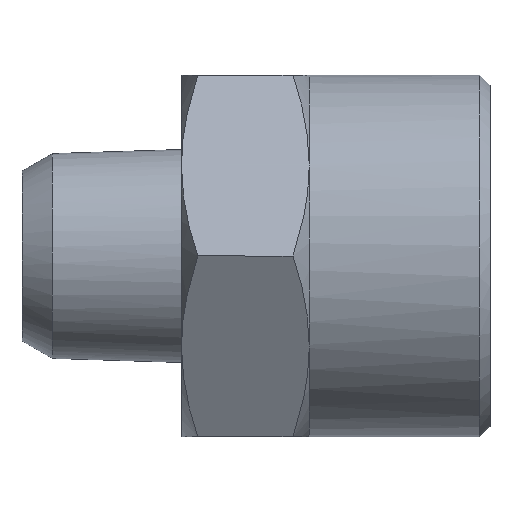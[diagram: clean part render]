
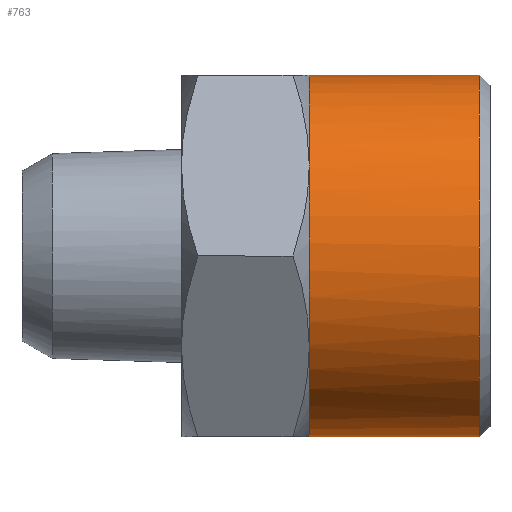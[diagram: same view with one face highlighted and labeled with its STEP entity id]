
A CAD part, left-side view. The second image highlights one B-rep face of the part: STEP entity #763.
In plain terms, the highlighted free-form (B-spline) face has degree [1, 3] with [2, 4] control points.
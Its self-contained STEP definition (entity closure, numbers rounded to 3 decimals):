
#7 = ORIENTED_EDGE ( 'NONE', *, *, #678, .F. ) ;
#15 = EDGE_CURVE ( 'NONE', #328, #428, #1508, .T. ) ;
#40 = CARTESIAN_POINT ( 'NONE',  ( -17., 0.5, 8.5 ) ) ;
#57 = CARTESIAN_POINT ( 'NONE',  ( -7.315, 8.5, -4.33 ) ) ;
#70 = CARTESIAN_POINT ( 'NONE',  ( 0., 0.5, 8.5 ) ) ;
#84 = CARTESIAN_POINT ( 'NONE',  ( 0., 0.5, 8.5 ) ) ;
#107 = CARTESIAN_POINT ( 'NONE',  ( -7.361, 8.5, 4.25 ) ) ;
#120 = VERTEX_POINT ( 'NONE', #1809 ) ;
#122 = FACE_OUTER_BOUND ( 'NONE', #1609, .T. ) ;
#127 = CARTESIAN_POINT ( 'NONE',  ( -7.361, 8.5, 4.25 ) ) ;
#214 = B_SPLINE_CURVE_WITH_KNOTS ( 'NONE', 1,
 ( #1530, #644 ),
 .UNSPECIFIED., .F., .F.,
 ( 2, 2 ),
 ( 0., 1. ),
 .UNSPECIFIED. ) ;
#229 = CARTESIAN_POINT ( 'NONE',  ( -17., 0.5, -8.5 ) ) ;
#235 =( BOUNDED_CURVE ( )  B_SPLINE_CURVE ( 3, ( #57, #801, #506, #1090 ),
 .UNSPECIFIED., .F., .F. ) 
 B_SPLINE_CURVE_WITH_KNOTS ( ( 4, 4 ),
 ( -1.036, -0.011 ),
 .UNSPECIFIED. ) 
 CURVE ( )  GEOMETRIC_REPRESENTATION_ITEM ( )  RATIONAL_B_SPLINE_CURVE ( ( 1., 0.914, 0.914, 1. ) ) 
 REPRESENTATION_ITEM ( '' )  );
#245 = CARTESIAN_POINT ( 'NONE',  ( 0., 0.5, -8.5 ) ) ;
#267 = CARTESIAN_POINT ( 'NONE',  ( 0., 8.5, -8.5 ) ) ;
#287 = CARTESIAN_POINT ( 'NONE',  ( -0.092, 8.5, 8.5 ) ) ;
#307 = CARTESIAN_POINT ( 'NONE',  ( 0., 0.5, -8.5 ) ) ;
#316 = CARTESIAN_POINT ( 'NONE',  ( -7.315, 8.5, -4.33 ) ) ;
#328 = VERTEX_POINT ( 'NONE', #127 ) ;
#329 = EDGE_CURVE ( 'NONE', #664, #704, #984, .T. ) ;
#362 = VERTEX_POINT ( 'NONE', #581 ) ;
#420 = CARTESIAN_POINT ( 'NONE',  ( -0.092, 8.5, -8.5 ) ) ;
#427 = CARTESIAN_POINT ( 'NONE',  ( -7.315, 8.5, 4.33 ) ) ;
#428 = VERTEX_POINT ( 'NONE', #1421 ) ;
#506 = CARTESIAN_POINT ( 'NONE',  ( -3.133, 8.5, -8.467 ) ) ;
#520 = ORIENTED_EDGE ( 'NONE', *, *, #15, .F. ) ;
#526 = CARTESIAN_POINT ( 'NONE',  ( 0., 8.5, 8.5 ) ) ;
#527 = EDGE_CURVE ( 'NONE', #664, #328, #1205, .T. ) ;
#532 = CARTESIAN_POINT ( 'NONE',  ( -17., 8.5, -8.5 ) ) ;
#543 = ORIENTED_EDGE ( 'NONE', *, *, #1647, .F. ) ;
#560 = CARTESIAN_POINT ( 'NONE',  ( -8.899, 8.5, 1.52 ) ) ;
#565 = CARTESIAN_POINT ( 'NONE',  ( -8.899, 8.5, -1.52 ) ) ;
#581 = CARTESIAN_POINT ( 'NONE',  ( -7.361, 8.5, -4.25 ) ) ;
#601 = CARTESIAN_POINT ( 'NONE',  ( -0.092, 8.5, 8.5 ) ) ;
#635 =( BOUNDED_SURFACE ( )  B_SPLINE_SURFACE ( 1, 3, ( 
 ( #844, #1109, #532, #1125 ),
 ( #84, #1729, #229, #245 ) ),
 .UNSPECIFIED., .F., .F., .T. ) 
 B_SPLINE_SURFACE_WITH_KNOTS ( ( 2, 2 ),
 ( 4, 4 ),
 ( 0., 1. ),
 ( 0., 1. ),
 .UNSPECIFIED. ) 
 GEOMETRIC_REPRESENTATION_ITEM ( )  RATIONAL_B_SPLINE_SURFACE ( (
 ( 1., 0.333, 0.333, 1.),
 ( 1., 0.333, 0.333, 1.) ) ) 
 REPRESENTATION_ITEM ( '' )  SURFACE ( )  );
#644 = CARTESIAN_POINT ( 'NONE',  ( -7.407, 8.5, -4.17 ) ) ;
#664 = VERTEX_POINT ( 'NONE', #791 ) ;
#669 = B_SPLINE_CURVE_WITH_KNOTS ( 'NONE', 1,
 ( #267, #420 ),
 .UNSPECIFIED., .F., .F.,
 ( 2, 2 ),
 ( 0., 1. ),
 .UNSPECIFIED. ) ;
#678 = EDGE_CURVE ( 'NONE', #1215, #818, #1783, .T. ) ;
#693 = CARTESIAN_POINT ( 'NONE',  ( -7.407, 8.5, 4.17 ) ) ;
#704 = VERTEX_POINT ( 'NONE', #1390 ) ;
#710 = CARTESIAN_POINT ( 'NONE',  ( -0.092, 8.5, -8.5 ) ) ;
#727 = EDGE_CURVE ( 'NONE', #120, #926, #235, .T. ) ;
#763 = ADVANCED_FACE ( 'NONE', ( #122 ), #635, .F. ) ;
#785 = EDGE_CURVE ( 'NONE', #1101, #818, #853, .T. ) ;
#791 = CARTESIAN_POINT ( 'NONE',  ( -7.407, 8.5, 4.17 ) ) ;
#795 = CARTESIAN_POINT ( 'NONE',  ( -17., 0.5, -8.5 ) ) ;
#801 = CARTESIAN_POINT ( 'NONE',  ( -5.766, 8.5, -6.946 ) ) ;
#818 = VERTEX_POINT ( 'NONE', #1560 ) ;
#831 = ORIENTED_EDGE ( 'NONE', *, *, #527, .F. ) ;
#844 = CARTESIAN_POINT ( 'NONE',  ( 0., 8.5, 8.5 ) ) ;
#848 = CARTESIAN_POINT ( 'NONE',  ( -5.766, 8.5, 6.946 ) ) ;
#853 = B_SPLINE_CURVE_WITH_KNOTS ( 'NONE', 1,
 ( #1266, #526 ),
 .UNSPECIFIED., .F., .F.,
 ( 2, 2 ),
 ( -1., 0. ),
 .UNSPECIFIED. ) ;
#861 = CARTESIAN_POINT ( 'NONE',  ( -7.361, 8.5, 4.25 ) ) ;
#867 = CARTESIAN_POINT ( 'NONE',  ( -3.133, 8.5, 8.467 ) ) ;
#926 = VERTEX_POINT ( 'NONE', #710 ) ;
#930 = ORIENTED_EDGE ( 'NONE', *, *, #329, .T. ) ;
#970 = B_SPLINE_CURVE_WITH_KNOTS ( 'NONE', 1,
 ( #1345, #307 ),
 .UNSPECIFIED., .F., .F.,
 ( 2, 2 ),
 ( -1., 0. ),
 .UNSPECIFIED. ) ;
#984 =( BOUNDED_CURVE ( )  B_SPLINE_CURVE ( 3, ( #1881, #560, #565, #1021 ),
 .UNSPECIFIED., .F., .F. ) 
 B_SPLINE_CURVE_WITH_KNOTS ( ( 4, 4 ),
 ( -1.036, -0.011 ),
 .UNSPECIFIED. ) 
 CURVE ( )  GEOMETRIC_REPRESENTATION_ITEM ( )  RATIONAL_B_SPLINE_CURVE ( ( 1., 0.914, 0.914, 1. ) ) 
 REPRESENTATION_ITEM ( '' )  );
#1008 =( BOUNDED_CURVE ( )  B_SPLINE_CURVE ( 3, ( #1791, #795, #40, #1071 ),
 .UNSPECIFIED., .F., .T. ) 
 B_SPLINE_CURVE_WITH_KNOTS ( ( 4, 4 ),
 ( -3.142, 0. ),
 .UNSPECIFIED. ) 
 CURVE ( )  GEOMETRIC_REPRESENTATION_ITEM ( )  RATIONAL_B_SPLINE_CURVE ( ( 1., 0.333, 0.333, 1. ) ) 
 REPRESENTATION_ITEM ( '' )  );
#1021 = CARTESIAN_POINT ( 'NONE',  ( -7.407, 8.5, -4.17 ) ) ;
#1053 = CARTESIAN_POINT ( 'NONE',  ( -7.361, 8.5, -4.25 ) ) ;
#1071 = CARTESIAN_POINT ( 'NONE',  ( 0., 0.5, 8.5 ) ) ;
#1090 = CARTESIAN_POINT ( 'NONE',  ( -0.092, 8.5, -8.5 ) ) ;
#1101 = VERTEX_POINT ( 'NONE', #70 ) ;
#1109 = CARTESIAN_POINT ( 'NONE',  ( -17., 8.5, 8.5 ) ) ;
#1125 = CARTESIAN_POINT ( 'NONE',  ( 0., 8.5, -8.5 ) ) ;
#1145 = CARTESIAN_POINT ( 'NONE',  ( -7.315, 8.5, 4.33 ) ) ;
#1205 = B_SPLINE_CURVE_WITH_KNOTS ( 'NONE', 1,
 ( #693, #107 ),
 .UNSPECIFIED., .F., .F.,
 ( 2, 2 ),
 ( 0., 1. ),
 .UNSPECIFIED. ) ;
#1215 = VERTEX_POINT ( 'NONE', #1695 ) ;
#1260 = ORIENTED_EDGE ( 'NONE', *, *, #785, .T. ) ;
#1266 = CARTESIAN_POINT ( 'NONE',  ( 0., 0.5, 8.5 ) ) ;
#1345 = CARTESIAN_POINT ( 'NONE',  ( 0., 8.5, -8.5 ) ) ;
#1390 = CARTESIAN_POINT ( 'NONE',  ( -7.407, 8.5, -4.17 ) ) ;
#1406 = VERTEX_POINT ( 'NONE', #1562 ) ;
#1410 = ORIENTED_EDGE ( 'NONE', *, *, #1863, .T. ) ;
#1414 = ORIENTED_EDGE ( 'NONE', *, *, #1805, .F. ) ;
#1421 = CARTESIAN_POINT ( 'NONE',  ( -7.315, 8.5, 4.33 ) ) ;
#1445 = ORIENTED_EDGE ( 'NONE', *, *, #1592, .F. ) ;
#1508 = B_SPLINE_CURVE_WITH_KNOTS ( 'NONE', 1,
 ( #861, #427 ),
 .UNSPECIFIED., .F., .F.,
 ( 2, 2 ),
 ( 0., 1. ),
 .UNSPECIFIED. ) ;
#1530 = CARTESIAN_POINT ( 'NONE',  ( -7.361, 8.5, -4.25 ) ) ;
#1543 = VERTEX_POINT ( 'NONE', #1648 ) ;
#1551 = EDGE_CURVE ( 'NONE', #1543, #1101, #1008, .T. ) ;
#1560 = CARTESIAN_POINT ( 'NONE',  ( 0., 8.5, 8.5 ) ) ;
#1562 = CARTESIAN_POINT ( 'NONE',  ( 0., 8.5, -8.5 ) ) ;
#1592 = EDGE_CURVE ( 'NONE', #362, #704, #214, .T. ) ;
#1609 = EDGE_LOOP ( 'NONE', ( #1667, #520, #831, #930, #1445, #1414, #1848, #543, #1410, #1864, #1260, #7 ) ) ;
#1629 = EDGE_CURVE ( 'NONE', #1215, #428, #1832, .T. ) ;
#1647 = EDGE_CURVE ( 'NONE', #1406, #926, #669, .T. ) ;
#1648 = CARTESIAN_POINT ( 'NONE',  ( 0., 0.5, -8.5 ) ) ;
#1665 = B_SPLINE_CURVE_WITH_KNOTS ( 'NONE', 1,
 ( #316, #1053 ),
 .UNSPECIFIED., .F., .F.,
 ( 2, 2 ),
 ( 0., 1. ),
 .UNSPECIFIED. ) ;
#1667 = ORIENTED_EDGE ( 'NONE', *, *, #1629, .T. ) ;
#1695 = CARTESIAN_POINT ( 'NONE',  ( -0.092, 8.5, 8.5 ) ) ;
#1729 = CARTESIAN_POINT ( 'NONE',  ( -17., 0.5, 8.5 ) ) ;
#1779 = CARTESIAN_POINT ( 'NONE',  ( 0., 8.5, 8.5 ) ) ;
#1783 = B_SPLINE_CURVE_WITH_KNOTS ( 'NONE', 1,
 ( #601, #1779 ),
 .UNSPECIFIED., .F., .F.,
 ( 2, 2 ),
 ( 0., 1. ),
 .UNSPECIFIED. ) ;
#1791 = CARTESIAN_POINT ( 'NONE',  ( 0., 0.5, -8.5 ) ) ;
#1805 = EDGE_CURVE ( 'NONE', #120, #362, #1665, .T. ) ;
#1809 = CARTESIAN_POINT ( 'NONE',  ( -7.315, 8.5, -4.33 ) ) ;
#1832 =( BOUNDED_CURVE ( )  B_SPLINE_CURVE ( 3, ( #287, #867, #848, #1145 ),
 .UNSPECIFIED., .F., .F. ) 
 B_SPLINE_CURVE_WITH_KNOTS ( ( 4, 4 ),
 ( -1.036, -0.011 ),
 .UNSPECIFIED. ) 
 CURVE ( )  GEOMETRIC_REPRESENTATION_ITEM ( )  RATIONAL_B_SPLINE_CURVE ( ( 1., 0.914, 0.914, 1. ) ) 
 REPRESENTATION_ITEM ( '' )  );
#1848 = ORIENTED_EDGE ( 'NONE', *, *, #727, .T. ) ;
#1863 = EDGE_CURVE ( 'NONE', #1406, #1543, #970, .T. ) ;
#1864 = ORIENTED_EDGE ( 'NONE', *, *, #1551, .T. ) ;
#1881 = CARTESIAN_POINT ( 'NONE',  ( -7.407, 8.5, 4.17 ) ) ;
